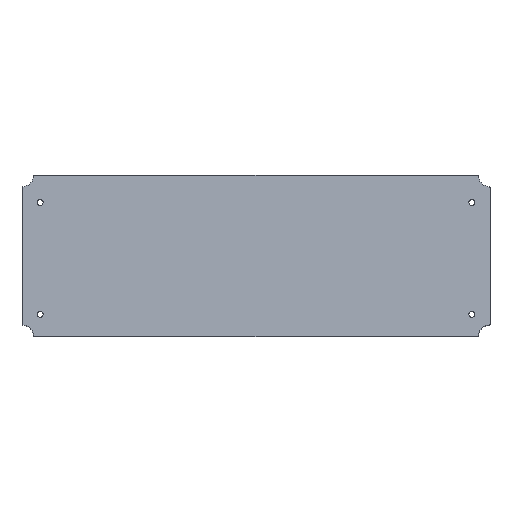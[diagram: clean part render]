
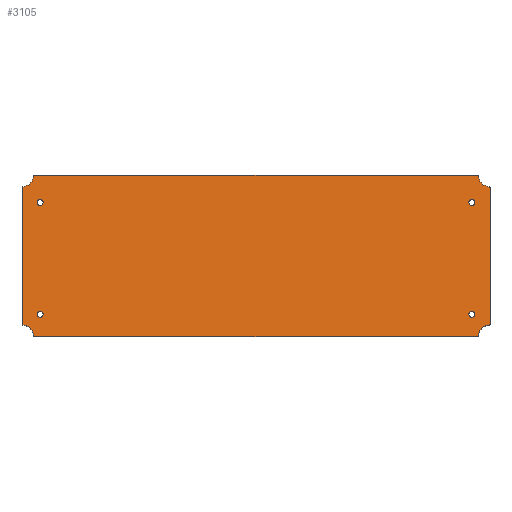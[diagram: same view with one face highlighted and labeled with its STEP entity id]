
A CAD part, top view. The second image highlights one B-rep face of the part: STEP entity #3105.
In plain terms, the highlighted planar face has unit normal (0, 0.104, 0.995).
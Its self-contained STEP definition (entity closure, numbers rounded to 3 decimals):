
#415=FACE_BOUND('',#987,.T.);
#416=FACE_BOUND('',#988,.T.);
#417=FACE_BOUND('',#989,.T.);
#418=FACE_BOUND('',#990,.T.);
#436=LINE('',#3849,#606);
#437=LINE('',#3857,#607);
#438=LINE('',#3865,#608);
#439=LINE('',#3873,#609);
#606=VECTOR('',#3444,10.);
#607=VECTOR('',#3451,10.);
#608=VECTOR('',#3458,10.);
#609=VECTOR('',#3465,10.);
#801=FACE_OUTER_BOUND('',#986,.T.);
#986=EDGE_LOOP('',(#2105,#2106,#2107,#2108,#2109,#2110,#2111,#2112,#2113,
#2114,#2115,#2116,#2117,#2118,#2119,#2120));
#987=EDGE_LOOP('',(#2121));
#988=EDGE_LOOP('',(#2122));
#989=EDGE_LOOP('',(#2123));
#990=EDGE_LOOP('',(#2124));
#1182=CIRCLE('',#3307,1.6);
#1184=CIRCLE('',#3310,1.6);
#1186=CIRCLE('',#3313,1.6);
#1188=CIRCLE('',#3316,1.6);
#1189=CIRCLE('',#3318,0.5);
#1190=CIRCLE('',#3320,0.5);
#1191=CIRCLE('',#3321,6.25);
#1192=CIRCLE('',#3322,0.5);
#1193=CIRCLE('',#3323,0.5);
#1194=CIRCLE('',#3324,6.25);
#1195=CIRCLE('',#3325,0.5);
#1196=CIRCLE('',#3326,0.5);
#1197=CIRCLE('',#3327,6.25);
#1198=CIRCLE('',#3328,0.5);
#1199=CIRCLE('',#3329,0.5);
#1200=CIRCLE('',#3330,6.25);
#1262=VERTEX_POINT('',#3820);
#1264=VERTEX_POINT('',#3826);
#1266=VERTEX_POINT('',#3832);
#1268=VERTEX_POINT('',#3838);
#1269=VERTEX_POINT('',#3842);
#1270=VERTEX_POINT('',#3843);
#1271=VERTEX_POINT('',#3848);
#1272=VERTEX_POINT('',#3850);
#1273=VERTEX_POINT('',#3852);
#1274=VERTEX_POINT('',#3854);
#1275=VERTEX_POINT('',#3856);
#1276=VERTEX_POINT('',#3858);
#1277=VERTEX_POINT('',#3860);
#1278=VERTEX_POINT('',#3862);
#1279=VERTEX_POINT('',#3864);
#1280=VERTEX_POINT('',#3866);
#1281=VERTEX_POINT('',#3868);
#1282=VERTEX_POINT('',#3870);
#1283=VERTEX_POINT('',#3872);
#1284=VERTEX_POINT('',#3874);
#1587=EDGE_CURVE('',#1262,#1262,#1182,.F.);
#1590=EDGE_CURVE('',#1264,#1264,#1184,.F.);
#1593=EDGE_CURVE('',#1266,#1266,#1186,.F.);
#1596=EDGE_CURVE('',#1268,#1268,#1188,.F.);
#1597=EDGE_CURVE('',#1269,#1270,#1189,.T.);
#1600=EDGE_CURVE('',#1269,#1271,#436,.T.);
#1601=EDGE_CURVE('',#1272,#1271,#1190,.T.);
#1602=EDGE_CURVE('',#1272,#1273,#1191,.T.);
#1603=EDGE_CURVE('',#1274,#1273,#1192,.T.);
#1604=EDGE_CURVE('',#1274,#1275,#437,.T.);
#1605=EDGE_CURVE('',#1276,#1275,#1193,.T.);
#1606=EDGE_CURVE('',#1276,#1277,#1194,.T.);
#1607=EDGE_CURVE('',#1278,#1277,#1195,.T.);
#1608=EDGE_CURVE('',#1278,#1279,#438,.T.);
#1609=EDGE_CURVE('',#1280,#1279,#1196,.T.);
#1610=EDGE_CURVE('',#1280,#1281,#1197,.T.);
#1611=EDGE_CURVE('',#1282,#1281,#1198,.T.);
#1612=EDGE_CURVE('',#1282,#1283,#439,.T.);
#1613=EDGE_CURVE('',#1284,#1283,#1199,.T.);
#1614=EDGE_CURVE('',#1284,#1270,#1200,.T.);
#2105=ORIENTED_EDGE('',*,*,#1597,.F.);
#2106=ORIENTED_EDGE('',*,*,#1600,.T.);
#2107=ORIENTED_EDGE('',*,*,#1601,.F.);
#2108=ORIENTED_EDGE('',*,*,#1602,.T.);
#2109=ORIENTED_EDGE('',*,*,#1603,.F.);
#2110=ORIENTED_EDGE('',*,*,#1604,.T.);
#2111=ORIENTED_EDGE('',*,*,#1605,.F.);
#2112=ORIENTED_EDGE('',*,*,#1606,.T.);
#2113=ORIENTED_EDGE('',*,*,#1607,.F.);
#2114=ORIENTED_EDGE('',*,*,#1608,.T.);
#2115=ORIENTED_EDGE('',*,*,#1609,.F.);
#2116=ORIENTED_EDGE('',*,*,#1610,.T.);
#2117=ORIENTED_EDGE('',*,*,#1611,.F.);
#2118=ORIENTED_EDGE('',*,*,#1612,.T.);
#2119=ORIENTED_EDGE('',*,*,#1613,.F.);
#2120=ORIENTED_EDGE('',*,*,#1614,.T.);
#2121=ORIENTED_EDGE('',*,*,#1587,.T.);
#2122=ORIENTED_EDGE('',*,*,#1590,.T.);
#2123=ORIENTED_EDGE('',*,*,#1593,.T.);
#2124=ORIENTED_EDGE('',*,*,#1596,.T.);
#3079=PLANE('',#3319);
#3105=ADVANCED_FACE('',(#801,#415,#416,#417,#418),#3079,.F.);
#3307=AXIS2_PLACEMENT_3D('',#3822,#3413,#3414);
#3310=AXIS2_PLACEMENT_3D('',#3828,#3420,#3421);
#3313=AXIS2_PLACEMENT_3D('',#3834,#3427,#3428);
#3316=AXIS2_PLACEMENT_3D('',#3840,#3434,#3435);
#3318=AXIS2_PLACEMENT_3D('',#3844,#3438,#3439);
#3319=AXIS2_PLACEMENT_3D('',#3847,#3442,#3443);
#3320=AXIS2_PLACEMENT_3D('',#3851,#3445,#3446);
#3321=AXIS2_PLACEMENT_3D('',#3853,#3447,#3448);
#3322=AXIS2_PLACEMENT_3D('',#3855,#3449,#3450);
#3323=AXIS2_PLACEMENT_3D('',#3859,#3452,#3453);
#3324=AXIS2_PLACEMENT_3D('',#3861,#3454,#3455);
#3325=AXIS2_PLACEMENT_3D('',#3863,#3456,#3457);
#3326=AXIS2_PLACEMENT_3D('',#3867,#3459,#3460);
#3327=AXIS2_PLACEMENT_3D('',#3869,#3461,#3462);
#3328=AXIS2_PLACEMENT_3D('',#3871,#3463,#3464);
#3329=AXIS2_PLACEMENT_3D('',#3875,#3466,#3467);
#3330=AXIS2_PLACEMENT_3D('',#3876,#3468,#3469);
#3413=DIRECTION('center_axis',(0.,0.105,0.995));
#3414=DIRECTION('ref_axis',(-1.,0.,0.));
#3420=DIRECTION('center_axis',(0.,0.105,0.995));
#3421=DIRECTION('ref_axis',(-1.,0.,0.));
#3427=DIRECTION('center_axis',(0.,0.105,0.995));
#3428=DIRECTION('ref_axis',(-1.,0.,0.));
#3434=DIRECTION('center_axis',(0.,0.105,0.995));
#3435=DIRECTION('ref_axis',(-1.,0.,0.));
#3438=DIRECTION('center_axis',(0.,-0.105,-0.995));
#3439=DIRECTION('ref_axis',(-0.68,-0.729,0.077));
#3442=DIRECTION('center_axis',(0.,-0.105,-0.995));
#3443=DIRECTION('ref_axis',(1.,0.,0.));
#3444=DIRECTION('',(1.,0.,0.));
#3445=DIRECTION('center_axis',(0.,-0.105,-0.995));
#3446=DIRECTION('ref_axis',(0.68,-0.729,0.077));
#3447=DIRECTION('center_axis',(0.,-0.105,-0.995));
#3448=DIRECTION('ref_axis',(1.,0.,0.));
#3449=DIRECTION('center_axis',(0.,-0.105,-0.995));
#3450=DIRECTION('ref_axis',(0.733,-0.677,0.071));
#3451=DIRECTION('',(0.,0.995,-0.105));
#3452=DIRECTION('center_axis',(0.,-0.105,-0.995));
#3453=DIRECTION('ref_axis',(0.733,0.677,-0.071));
#3454=DIRECTION('center_axis',(0.,-0.105,-0.995));
#3455=DIRECTION('ref_axis',(1.,0.,0.));
#3456=DIRECTION('center_axis',(0.,-0.105,-0.995));
#3457=DIRECTION('ref_axis',(0.68,0.729,-0.077));
#3458=DIRECTION('',(-1.,0.,0.));
#3459=DIRECTION('center_axis',(0.,-0.105,-0.995));
#3460=DIRECTION('ref_axis',(-0.68,0.729,-0.077));
#3461=DIRECTION('center_axis',(0.,-0.105,-0.995));
#3462=DIRECTION('ref_axis',(1.,0.,0.));
#3463=DIRECTION('center_axis',(0.,-0.105,-0.995));
#3464=DIRECTION('ref_axis',(-0.733,0.677,-0.071));
#3465=DIRECTION('',(0.,-0.995,0.105));
#3466=DIRECTION('center_axis',(0.,-0.105,-0.995));
#3467=DIRECTION('ref_axis',(-0.733,-0.677,0.071));
#3468=DIRECTION('center_axis',(0.,-0.105,-0.995));
#3469=DIRECTION('ref_axis',(1.,0.,0.));
#3820=CARTESIAN_POINT('',(-113.4,-34.183,9.607));
#3822=CARTESIAN_POINT('Origin',(-115.,-34.183,9.607));
#3826=CARTESIAN_POINT('',(116.6,-34.183,9.607));
#3828=CARTESIAN_POINT('Origin',(115.,-34.183,9.607));
#3832=CARTESIAN_POINT('',(-113.4,25.488,3.336));
#3834=CARTESIAN_POINT('Origin',(-115.,25.488,3.336));
#3838=CARTESIAN_POINT('',(116.6,25.488,3.336));
#3840=CARTESIAN_POINT('Origin',(115.,25.488,3.336));
#3842=CARTESIAN_POINT('',(-117.944,-45.977,10.847));
#3843=CARTESIAN_POINT('',(-118.442,-45.516,10.798));
#3844=CARTESIAN_POINT('Origin',(-117.944,-45.48,10.795));
#3847=CARTESIAN_POINT('Origin',(0.,-2.977,6.327));
#3848=CARTESIAN_POINT('',(117.944,-45.977,10.847));
#3849=CARTESIAN_POINT('',(-124.675,-45.977,10.847));
#3850=CARTESIAN_POINT('',(118.442,-45.516,10.798));
#3851=CARTESIAN_POINT('Origin',(117.944,-45.48,10.795));
#3852=CARTESIAN_POINT('',(124.212,-39.778,10.195));
#3853=CARTESIAN_POINT('Origin',(124.675,-45.977,10.847));
#3854=CARTESIAN_POINT('',(124.675,-39.282,10.143));
#3855=CARTESIAN_POINT('Origin',(124.175,-39.282,10.143));
#3856=CARTESIAN_POINT('',(124.675,33.329,2.511));
#3857=CARTESIAN_POINT('',(124.675,-45.977,10.847));
#3858=CARTESIAN_POINT('',(124.212,33.825,2.459));
#3859=CARTESIAN_POINT('Origin',(124.175,33.329,2.511));
#3860=CARTESIAN_POINT('',(118.442,39.563,1.856));
#3861=CARTESIAN_POINT('Origin',(124.675,40.023,1.808));
#3862=CARTESIAN_POINT('',(117.944,40.023,1.808));
#3863=CARTESIAN_POINT('Origin',(117.944,39.526,1.86));
#3864=CARTESIAN_POINT('',(-117.944,40.023,1.808));
#3865=CARTESIAN_POINT('',(124.675,40.023,1.808));
#3866=CARTESIAN_POINT('',(-118.442,39.563,1.856));
#3867=CARTESIAN_POINT('Origin',(-117.944,39.526,1.86));
#3868=CARTESIAN_POINT('',(-124.212,33.825,2.459));
#3869=CARTESIAN_POINT('Origin',(-124.675,40.023,1.808));
#3870=CARTESIAN_POINT('',(-124.675,33.329,2.511));
#3871=CARTESIAN_POINT('Origin',(-124.175,33.329,2.511));
#3872=CARTESIAN_POINT('',(-124.675,-39.282,10.143));
#3873=CARTESIAN_POINT('',(-124.675,40.023,1.808));
#3874=CARTESIAN_POINT('',(-124.212,-39.778,10.195));
#3875=CARTESIAN_POINT('Origin',(-124.175,-39.282,10.143));
#3876=CARTESIAN_POINT('Origin',(-124.675,-45.977,10.847));
